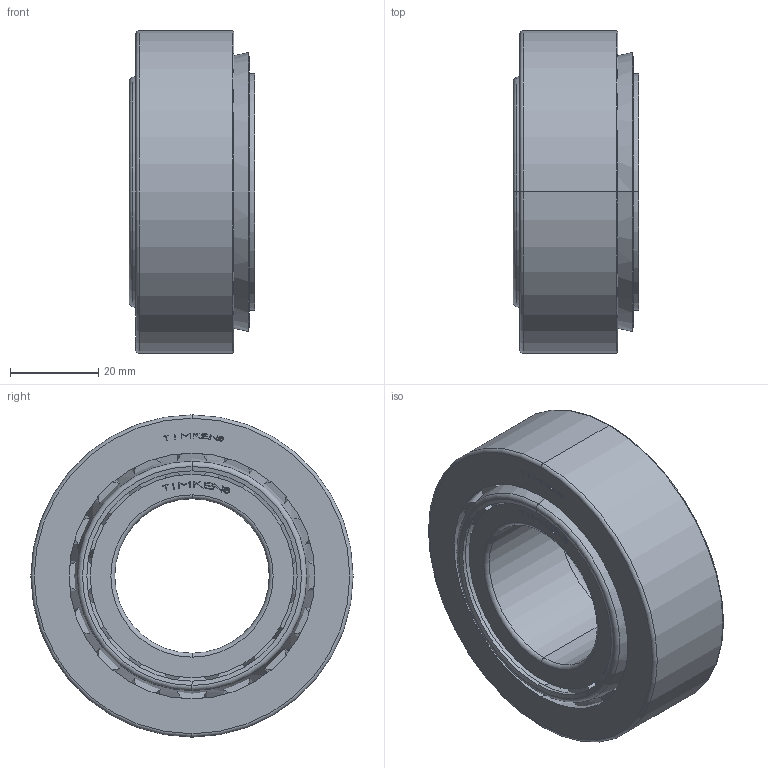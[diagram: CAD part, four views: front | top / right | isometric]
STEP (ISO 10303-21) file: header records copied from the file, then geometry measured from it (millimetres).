
FILE_DESCRIPTION(('starvars output'),'2;1');
FILE_NAME('cv20221011081124000007054.stp','08:11:24 2022/10/11',( 'Thomas Industrial Network Germany GmbH'),( 'Thomas Industrial Network Germany GmbH'),'unknown preprocess','ACIS' ,'unknown authorization');
FILE_SCHEMA(('AUTOMOTIVE_DESIGN_CC2 {UNKNOWN IMPLEMENTATION LEVEL}'));
Length unit declared in the file: millimetre
Products named in the file (4): PRODUCT_ID_1; PRODUCT_ID_2; PRODUCT_ID_3; PRODUCT_ID_4
Bounding box: 28.5 x 73.03 x 73.03 mm (x, y, z)
Volume: 69386.5 mm3; surface area: 40686.8 mm2
Topology: 19 solids, 19 shells, 462 faces, 1140 edges, 750 vertices
Faces by surface type: plane 360, cone 52, cylinder 40, torus 10
Entity records: 16952 total; most frequent: ORIENTED_EDGE 2280, CARTESIAN_POINT 2238, DIRECTION 2020, EDGE_CURVE 1140, VECTOR 956, LINE 956, VERTEX_POINT 750, AXIS2_PLACEMENT_3D 532
